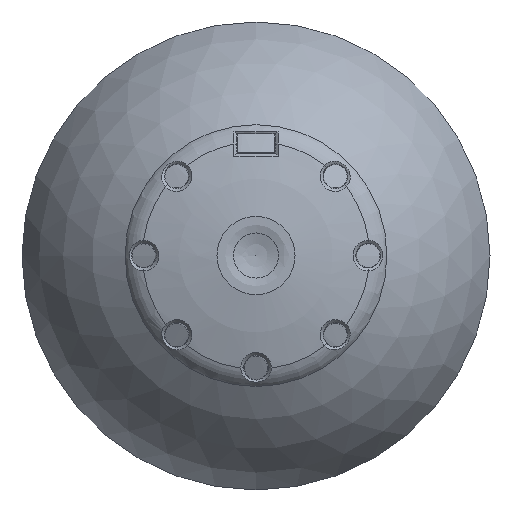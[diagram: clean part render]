
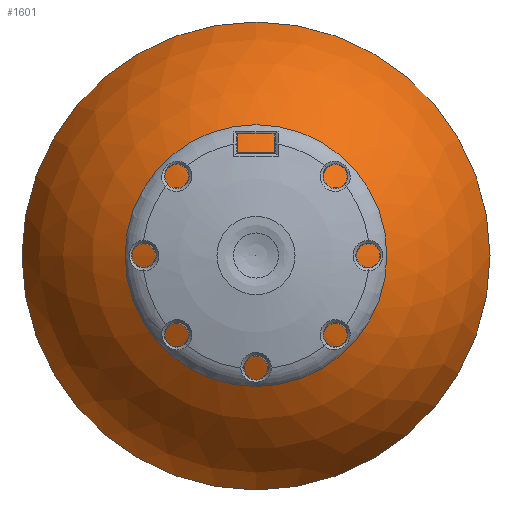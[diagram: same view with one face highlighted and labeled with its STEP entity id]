
A CAD part, top view. The second image highlights one B-rep face of the part: STEP entity #1601.
In plain terms, the highlighted spherical face has radius 13.217 mm.
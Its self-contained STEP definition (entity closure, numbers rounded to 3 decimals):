
#37=SPHERICAL_SURFACE('',#1768,13.217);
#310=FACE_OUTER_BOUND('',#412,.T.);
#412=EDGE_LOOP('',(#1479,#1480,#1481,#1482,#1483));
#487=CIRCLE('',#1740,12.5);
#497=CIRCLE('',#1766,4.85);
#498=CIRCLE('',#1767,4.85);
#499=CIRCLE('',#1769,13.217);
#715=VERTEX_POINT('',#5403);
#730=VERTEX_POINT('',#5470);
#731=VERTEX_POINT('',#5472);
#956=EDGE_CURVE('',#715,#715,#487,.T.);
#981=EDGE_CURVE('',#731,#730,#497,.T.);
#982=EDGE_CURVE('',#730,#731,#498,.T.);
#983=EDGE_CURVE('',#731,#715,#499,.T.);
#1479=ORIENTED_EDGE('',*,*,#981,.T.);
#1480=ORIENTED_EDGE('',*,*,#982,.T.);
#1481=ORIENTED_EDGE('',*,*,#983,.T.);
#1482=ORIENTED_EDGE('',*,*,#956,.F.);
#1483=ORIENTED_EDGE('',*,*,#983,.F.);
#1601=ADVANCED_FACE('',(#310),#37,.T.);
#1740=AXIS2_PLACEMENT_3D('',#5404,#2068,#2069);
#1766=AXIS2_PLACEMENT_3D('',#5473,#2131,#2132);
#1767=AXIS2_PLACEMENT_3D('',#5474,#2133,#2134);
#1768=AXIS2_PLACEMENT_3D('',#5475,#2135,#2136);
#1769=AXIS2_PLACEMENT_3D('',#5476,#2137,#2138);
#2068=DIRECTION('center_axis',(0.,0.,-1.));
#2069=DIRECTION('ref_axis',(0.,-1.,0.));
#2131=DIRECTION('center_axis',(0.,0.,-1.));
#2132=DIRECTION('ref_axis',(-1.,0.,0.));
#2133=DIRECTION('center_axis',(0.,0.,-1.));
#2134=DIRECTION('ref_axis',(-1.,0.,0.));
#2135=DIRECTION('center_axis',(0.,0.,1.));
#2136=DIRECTION('ref_axis',(1.,0.,0.));
#2137=DIRECTION('center_axis',(0.,-1.,0.));
#2138=DIRECTION('ref_axis',(-1.,0.,0.));
#5403=CARTESIAN_POINT('',(-12.5,0.,9.8));
#5404=CARTESIAN_POINT('Origin',(0.,0.,
9.8));
#5470=CARTESIAN_POINT('',(4.85,0.,17.8));
#5472=CARTESIAN_POINT('',(-4.85,0.,17.8));
#5473=CARTESIAN_POINT('Origin',(0.,0.,17.8));
#5474=CARTESIAN_POINT('Origin',(0.,0.,17.8));
#5475=CARTESIAN_POINT('Origin',(0.,0.,
5.505));
#5476=CARTESIAN_POINT('Origin',(0.,0.,
5.505));
